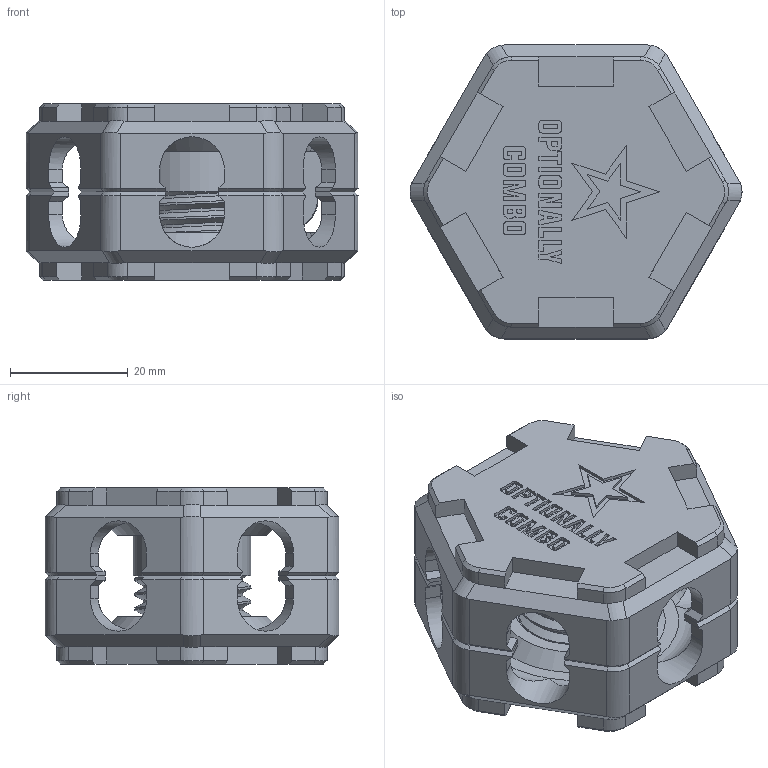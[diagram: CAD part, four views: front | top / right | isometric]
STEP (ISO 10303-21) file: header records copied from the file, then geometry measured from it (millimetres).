
FILE_DESCRIPTION(/* description */ (''),/* implementation_level */ '2;1');
FILE_NAME(/* name */ 'NutAndBolt.step',/* time_stamp */ '2025-04-05T09:05:14-07:00',/* author */ (''),/* organization */ (''),/* preprocessor_version */ 'ST-DEVELOPER v20.1',/* originating_system */ 'Autodesk Translation Framework v14.4.0.0',/* authorisation */ '');
FILE_SCHEMA (('AUTOMOTIVE_DESIGN { 1 0 10303 214 3 1 1 }'));
Length unit declared in the file: millimetre
Products named in the file (3): Nut and Bolt; Bolt; Nut
Assembly tree (2 placements, depth 2):
  Nut and Bolt
    Bolt
    Nut
Bounding box: 56.5 x 50 x 30 mm (x, y, z)
Volume: 35652.3 mm3; surface area: 16814.1 mm2
Topology: 2 solids, 2 shells, 652 faces, 1708 edges, 1083 vertices
Faces by surface type: plane 421, cylinder 100, bspline 71, cone 43, torus 17
Full cylindrical faces by diameter (mm): 16.938 x3, 17.769 x1, 19.791 x2, 20.293 x2
Entity records: 24233 total; most frequent: CARTESIAN_POINT 8732, ORIENTED_EDGE 3416, DIRECTION 2839, EDGE_CURVE 1708, LINE 1215, VECTOR 1215, VERTEX_POINT 1083, AXIS2_PLACEMENT_3D 812
